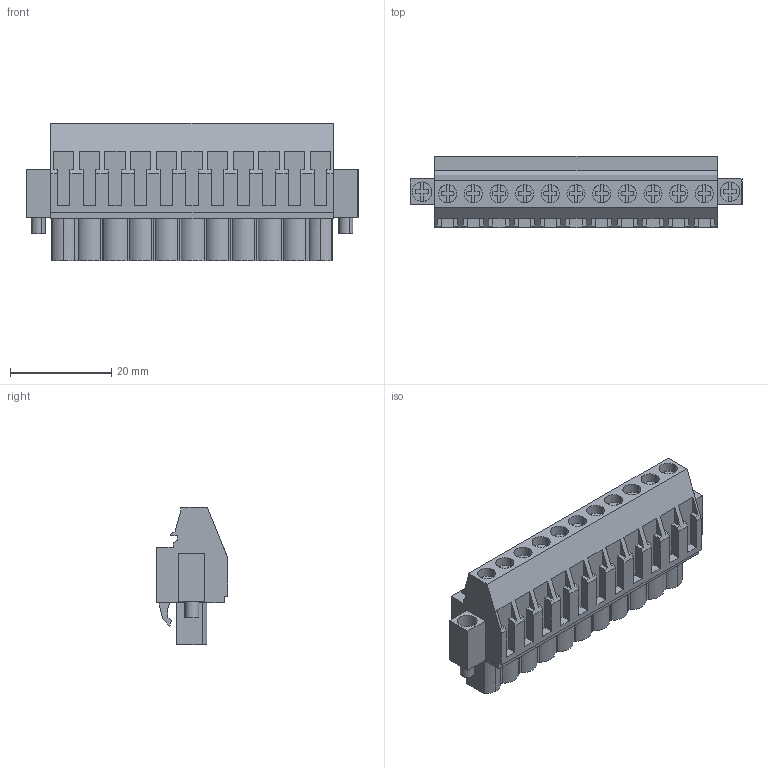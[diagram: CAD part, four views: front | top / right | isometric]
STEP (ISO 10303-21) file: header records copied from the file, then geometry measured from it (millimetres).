
FILE_DESCRIPTION(('CATIA V5 STEP','CAx-IF Rec.Pracs.--- Model Styling and Organization---1.2---2011-12-15'),'2;1');
FILE_NAME ('7246764_2_1949890000_1949890000.stp','2017-09-09T11:00:44+00:00',('none'),('Weidmueller'),'CATIA Version 5-6 Release 2014','CATIA V5 STEP AP214','none');
FILE_SCHEMA(('AUTOMOTIVE_DESIGN { 1 0 10303 214 1 1 1 1 }'));
Length unit declared in the file: millimetre
Products named in the file (1): 1949890000
Bounding box: 65.68 x 14.1 x 27.2 mm (x, y, z)
Volume: 13150.4 mm3; surface area: 8219.7 mm2
Topology: 14 solids, 14 shells, 787 faces, 2160 edges, 1454 vertices
Faces by surface type: plane 666, cylinder 117, extrusion 4
Entity records: 23690 total; most frequent: CARTESIAN_POINT 4591, ORIENTED_EDGE 4320, DIRECTION 3226, EDGE_CURVE 2160, VECTOR 1870, LINE 1866, VERTEX_POINT 1454, EDGE_LOOP 844
